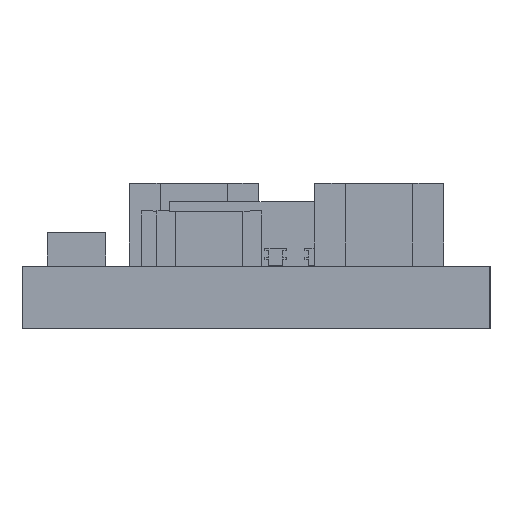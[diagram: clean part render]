
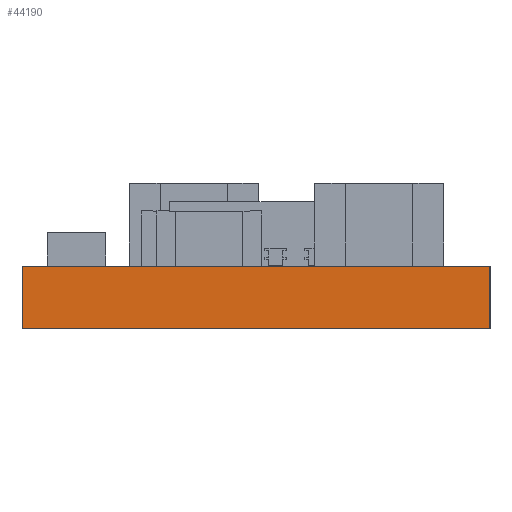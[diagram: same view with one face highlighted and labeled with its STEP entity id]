
A CAD part, left-side view. The second image highlights one B-rep face of the part: STEP entity #44190.
In plain terms, the highlighted planar face has unit normal (-1, 0, 0).
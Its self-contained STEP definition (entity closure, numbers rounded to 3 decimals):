
#293 = VERTEX_POINT ( 'NONE', #17934 ) ;
#4357 = ORIENTED_EDGE ( 'NONE', *, *, #39718, .F. ) ;
#5743 = FACE_OUTER_BOUND ( 'NONE', #31145, .T. ) ;
#6559 = AXIS2_PLACEMENT_3D ( 'NONE', #24766, #27703, #27253 ) ;
#8095 = CARTESIAN_POINT ( 'NONE',  ( 0., 7.62, 1.016 ) ) ;
#8322 = DIRECTION ( 'NONE',  ( 0., -1., 0. ) ) ;
#11170 = CARTESIAN_POINT ( 'NONE',  ( 0., 7.62, 1.016 ) ) ;
#11332 = CARTESIAN_POINT ( 'NONE',  ( 0., 0., 0. ) ) ;
#12113 = CARTESIAN_POINT ( 'NONE',  ( 0., 0., 1.016 ) ) ;
#15190 = DIRECTION ( 'NONE',  ( 0., -1., 0. ) ) ;
#17934 = CARTESIAN_POINT ( 'NONE',  ( 0., 7.62, 0. ) ) ;
#20981 = VERTEX_POINT ( 'NONE', #11332 ) ;
#21144 = EDGE_CURVE ( 'NONE', #33957, #28447, #39417, .T. ) ;
#22343 = DIRECTION ( 'NONE',  ( 0., 0., -1. ) ) ;
#24577 = EDGE_CURVE ( 'NONE', #293, #20981, #26030, .T. ) ;
#24766 = CARTESIAN_POINT ( 'NONE',  ( 0., 7.62, 1.016 ) ) ;
#26030 = LINE ( 'NONE', #29682, #36457 ) ;
#27253 = DIRECTION ( 'NONE',  ( 0., 0., -1. ) ) ;
#27703 = DIRECTION ( 'NONE',  ( 1., 0., 0. ) ) ;
#28447 = VERTEX_POINT ( 'NONE', #38660 ) ;
#29682 = CARTESIAN_POINT ( 'NONE',  ( 0., 7.62, 0. ) ) ;
#31001 = VECTOR ( 'NONE', #8322, 1000. ) ;
#31145 = EDGE_LOOP ( 'NONE', ( #38717, #4357, #35400, #36804 ) ) ;
#31591 = EDGE_CURVE ( 'NONE', #33957, #293, #44770, .T. ) ;
#32010 = VECTOR ( 'NONE', #22343, 1000. ) ;
#33957 = VERTEX_POINT ( 'NONE', #44416 ) ;
#35400 = ORIENTED_EDGE ( 'NONE', *, *, #21144, .F. ) ;
#36457 = VECTOR ( 'NONE', #15190, 1000. ) ;
#36616 = PLANE ( 'NONE',  #6559 ) ;
#36804 = ORIENTED_EDGE ( 'NONE', *, *, #31591, .T. ) ;
#38660 = CARTESIAN_POINT ( 'NONE',  ( 0., 0., 1.016 ) ) ;
#38717 = ORIENTED_EDGE ( 'NONE', *, *, #24577, .T. ) ;
#39417 = LINE ( 'NONE', #8095, #31001 ) ;
#39718 = EDGE_CURVE ( 'NONE', #28447, #20981, #39785, .T. ) ;
#39785 = LINE ( 'NONE', #12113, #32010 ) ;
#40474 = VECTOR ( 'NONE', #42039, 1000. ) ;
#42039 = DIRECTION ( 'NONE',  ( 0., 0., -1. ) ) ;
#44190 = ADVANCED_FACE ( 'NONE', ( #5743 ), #36616, .F. ) ;
#44416 = CARTESIAN_POINT ( 'NONE',  ( 0., 7.62, 1.016 ) ) ;
#44770 = LINE ( 'NONE', #11170, #40474 ) ;
